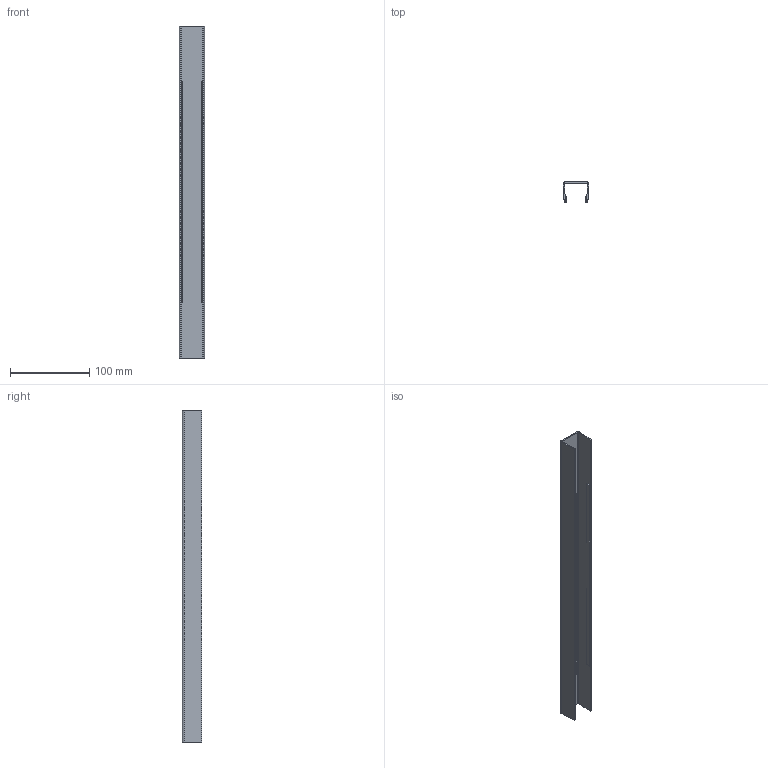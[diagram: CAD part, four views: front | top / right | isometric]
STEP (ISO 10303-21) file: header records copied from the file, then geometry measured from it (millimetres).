
FILE_DESCRIPTION((''),'2;1');
FILE_NAME('215024_ASM','2019-11-06T11:29:28',('pdmadmin'),('BANNER ENGINEERING'),'CREO PARAMETRIC BY PTC INC, 2018300','CREO PARAMETRIC BY PTC INC, 2018300','');
FILE_SCHEMA(('CONFIG_CONTROL_DESIGN'));
Length unit declared in the file: inch
Products named in the file (4): 149466_SHIELD; 149466_STRIP; 149466_ASM; 215024_ASM
Assembly tree (4 placements, depth 3):
  215024_ASM
    149466_ASM
      149466_SHIELD
      149466_STRIP  x2
Bounding box: 32 x 25.08 x 418.34 mm (x, y, z)
Volume: 57031 mm3; surface area: 75233.8 mm2
Topology: 3 solids, 3 shells, 34 faces, 68 edges, 40 vertices
Faces by surface type: plane 30, cylinder 4
Entity records: 836 total; most frequent: DIRECTION 142, CARTESIAN_POINT 127, ORIENTED_EDGE 112, EDGE_CURVE 56, VECTOR 48, LINE 48, AXIS2_PLACEMENT_3D 47, VERTEX_POINT 32
